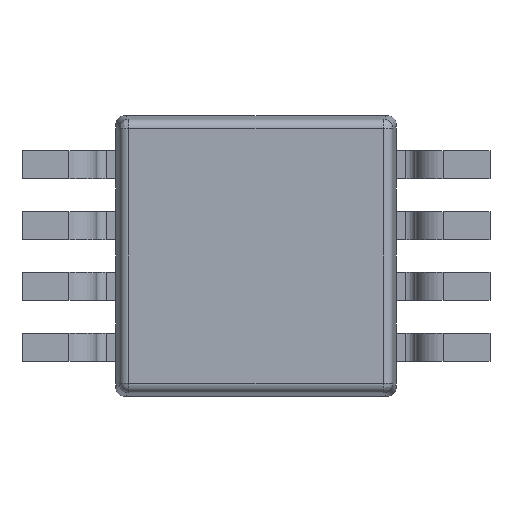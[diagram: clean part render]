
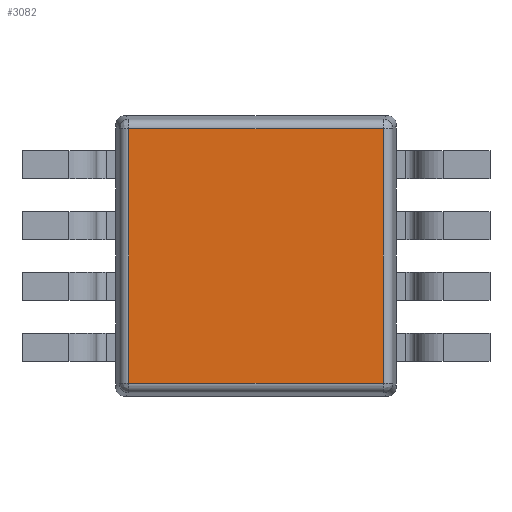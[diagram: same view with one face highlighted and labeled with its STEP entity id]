
A CAD part, front view. The second image highlights one B-rep face of the part: STEP entity #3082.
In plain terms, the highlighted planar face has unit normal (0, -1, 0).
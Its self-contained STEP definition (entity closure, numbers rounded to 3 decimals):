
#70 = DIRECTION ( 'NONE',  ( 1., 0., 0. ) ) ;
#185 = VERTEX_POINT ( 'NONE', #2177 ) ;
#399 = CARTESIAN_POINT ( 'NONE',  ( -1.362, 0.1, 1.5 ) ) ;
#407 = CARTESIAN_POINT ( 'NONE',  ( 1.45, 0.1, 1.5 ) ) ;
#848 = CARTESIAN_POINT ( 'NONE',  ( -1.362, 0.1, 1.362 ) ) ;
#944 = PLANE ( 'NONE',  #6093 ) ;
#1024 = DIRECTION ( 'NONE',  ( 0., 0., -1. ) ) ;
#1149 = LINE ( 'NONE', #6328, #6074 ) ;
#1318 = ORIENTED_EDGE ( 'NONE', *, *, #5909, .F. ) ;
#1556 = DIRECTION ( 'NONE',  ( 0., 1., 0. ) ) ;
#1627 = CARTESIAN_POINT ( 'NONE',  ( 1.45, 0.1, -1.362 ) ) ;
#1761 = EDGE_CURVE ( 'NONE', #185, #3793, #4092, .T. ) ;
#1954 = VECTOR ( 'NONE', #6639, 1000. ) ;
#2136 = ORIENTED_EDGE ( 'NONE', *, *, #3229, .F. ) ;
#2177 = CARTESIAN_POINT ( 'NONE',  ( 1.362, 0.1, 1.362 ) ) ;
#2235 = CARTESIAN_POINT ( 'NONE',  ( -1.362, 0.1, -1.362 ) ) ;
#2665 = VERTEX_POINT ( 'NONE', #2235 ) ;
#2976 = DIRECTION ( 'NONE',  ( 0., 0., 1. ) ) ;
#3082 = ADVANCED_FACE ( 'NONE', ( #3511 ), #944, .F. ) ;
#3120 = CARTESIAN_POINT ( 'NONE',  ( 1.362, 0.1, 1.5 ) ) ;
#3193 = ORIENTED_EDGE ( 'NONE', *, *, #1761, .F. ) ;
#3229 = EDGE_CURVE ( 'NONE', #2665, #4287, #6176, .T. ) ;
#3511 = FACE_OUTER_BOUND ( 'NONE', #4591, .T. ) ;
#3793 = VERTEX_POINT ( 'NONE', #4543 ) ;
#4092 = LINE ( 'NONE', #3120, #4259 ) ;
#4259 = VECTOR ( 'NONE', #1024, 1000. ) ;
#4276 = ORIENTED_EDGE ( 'NONE', *, *, #6262, .F. ) ;
#4287 = VERTEX_POINT ( 'NONE', #848 ) ;
#4543 = CARTESIAN_POINT ( 'NONE',  ( 1.362, 0.1, -1.362 ) ) ;
#4591 = EDGE_LOOP ( 'NONE', ( #2136, #1318, #3193, #4276 ) ) ;
#4711 = VECTOR ( 'NONE', #2976, 1000. ) ;
#5120 = DIRECTION ( 'NONE',  ( 0., 0., 1. ) ) ;
#5909 = EDGE_CURVE ( 'NONE', #3793, #2665, #6255, .T. ) ;
#6074 = VECTOR ( 'NONE', #70, 1000. ) ;
#6093 = AXIS2_PLACEMENT_3D ( 'NONE', #407, #1556, #5120 ) ;
#6176 = LINE ( 'NONE', #399, #4711 ) ;
#6255 = LINE ( 'NONE', #1627, #1954 ) ;
#6262 = EDGE_CURVE ( 'NONE', #4287, #185, #1149, .T. ) ;
#6328 = CARTESIAN_POINT ( 'NONE',  ( 1.45, 0.1, 1.362 ) ) ;
#6639 = DIRECTION ( 'NONE',  ( -1., 0., 0. ) ) ;
